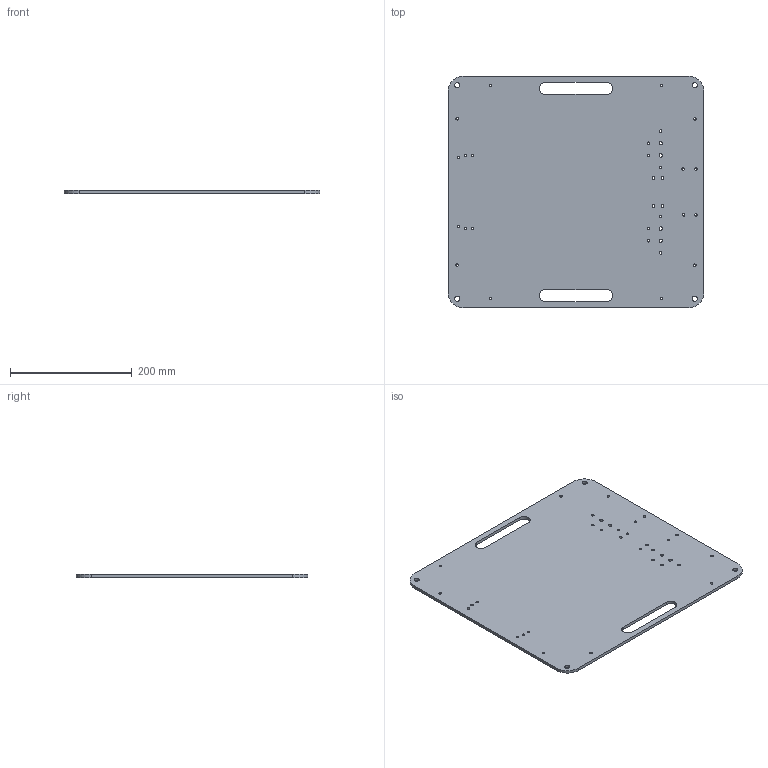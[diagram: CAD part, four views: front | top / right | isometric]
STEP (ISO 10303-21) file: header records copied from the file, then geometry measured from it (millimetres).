
FILE_DESCRIPTION(('CATIA V5 STEP Exchange'),'2;1');
FILE_NAME('D005 v3.stp','2023-05-11T22:13:01+00:00',('none'),('none'),'CATIA Version 5-6 Release 2018','CATIA V5 STEP AP203','none');
FILE_SCHEMA(('CONFIG_CONTROL_DESIGN'));
Length unit declared in the file: millimetre
Products named in the file (1): Bottom Base 
Bounding box: 420 x 380 x 5 mm (x, y, z)
Volume: 768579 mm3; surface area: 320666.8 mm2
Topology: 1 solids, 1 shells, 94 faces, 280 edges, 227 vertices
Faces by surface type: cylinder 84, plane 10
Entity records: 3145 total; most frequent: CARTESIAN_POINT 567, ORIENTED_EDGE 552, DIRECTION 392, EDGE_CURVE 276, AXIS2_PLACEMENT_3D 225, VERTEX_POINT 184, EDGE_LOOP 174, CIRCLE 168
